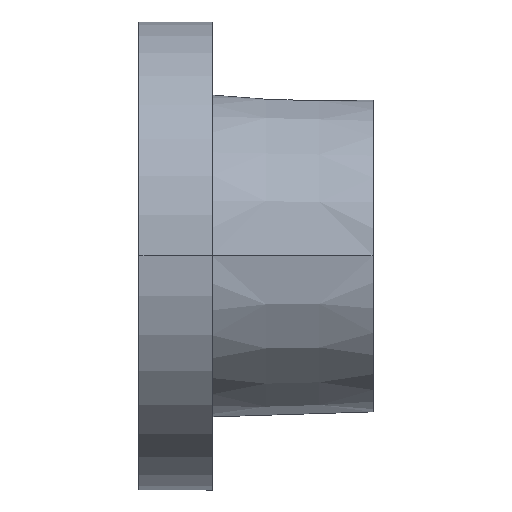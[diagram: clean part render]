
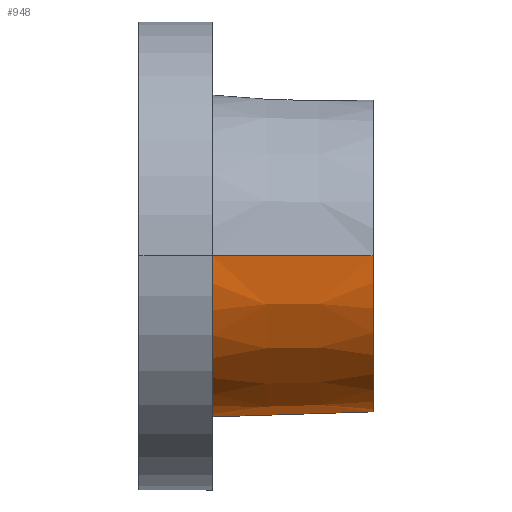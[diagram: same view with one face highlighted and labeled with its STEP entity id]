
A CAD part, top view. The second image highlights one B-rep face of the part: STEP entity #948.
In plain terms, the highlighted conical face has half-angle 1.79 degrees and reference radius 17.462 mm.
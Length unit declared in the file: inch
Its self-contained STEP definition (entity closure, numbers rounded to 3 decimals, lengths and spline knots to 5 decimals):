
#94 = EDGE_CURVE ( 'NONE', #795, #1002, #752, .T. ) ;
#271 = AXIS2_PLACEMENT_3D ( 'NONE', #404, #1000, #480 ) ;
#322 = ORIENTED_EDGE ( 'NONE', *, *, #744, .T. ) ;
#348 = AXIS2_PLACEMENT_3D ( 'NONE', #461, #457, #388 ) ;
#350 = CIRCLE ( 'NONE', #271, 0.66601 ) ;
#388 = DIRECTION ( 'NONE',  ( 0., 0., 1. ) ) ;
#403 = ORIENTED_EDGE ( 'NONE', *, *, #94, .F. ) ;
#404 = CARTESIAN_POINT ( 'NONE',  ( 0.6875, 0., 0. ) ) ;
#431 = FACE_OUTER_BOUND ( 'NONE', #954, .T. ) ;
#457 = DIRECTION ( 'NONE',  ( -1., 0., 0. ) ) ;
#458 = DIRECTION ( 'NONE',  ( -1., 0., 0.031 ) ) ;
#461 = CARTESIAN_POINT ( 'NONE',  ( 0., 0., 0. ) ) ;
#480 = DIRECTION ( 'NONE',  ( 0., 0., -1. ) ) ;
#515 = CARTESIAN_POINT ( 'NONE',  ( 0.6875, 0., 0.66601 ) ) ;
#549 = EDGE_CURVE ( 'NONE', #795, #966, #762, .T. ) ;
#570 = DIRECTION ( 'NONE',  ( -1., 0., 0. ) ) ;
#581 = VERTEX_POINT ( 'NONE', #515 ) ;
#597 = AXIS2_PLACEMENT_3D ( 'NONE', #913, #570, #833 ) ;
#653 = DIRECTION ( 'NONE',  ( 1., 0.031, -0.001 ) ) ;
#681 = VECTOR ( 'NONE', #458, 39.37008 ) ;
#739 = VECTOR ( 'NONE', #653, 39.37008 ) ;
#744 = EDGE_CURVE ( 'NONE', #581, #1002, #1030, .T. ) ;
#752 = CIRCLE ( 'NONE', #348, 0.6875 ) ;
#762 = LINE ( 'NONE', #991, #739 ) ;
#790 = CONICAL_SURFACE ( 'NONE', #597, 0.6875, 0.031 ) ;
#795 = VERTEX_POINT ( 'NONE', #984 ) ;
#833 = DIRECTION ( 'NONE',  ( 0., 0., 1. ) ) ;
#840 = CARTESIAN_POINT ( 'NONE',  ( 0., 0., 0.6875 ) ) ;
#865 = ORIENTED_EDGE ( 'NONE', *, *, #549, .T. ) ;
#913 = CARTESIAN_POINT ( 'NONE',  ( 0., 0., 0. ) ) ;
#920 = EDGE_CURVE ( 'NONE', #966, #581, #350, .T. ) ;
#922 = CARTESIAN_POINT ( 'NONE',  ( 0.6875, -0.66591, 0.01162 ) ) ;
#948 = ADVANCED_FACE ( 'NONE', ( #431 ), #790, .T. ) ;
#954 = EDGE_LOOP ( 'NONE', ( #1023, #322, #403, #865 ) ) ;
#966 = VERTEX_POINT ( 'NONE', #922 ) ;
#977 = CARTESIAN_POINT ( 'NONE',  ( 0., 0., 0.6875 ) ) ;
#984 = CARTESIAN_POINT ( 'NONE',  ( 0., -0.6874, 0.012 ) ) ;
#991 = CARTESIAN_POINT ( 'NONE',  ( 21.9989, 0., 0. ) ) ;
#1000 = DIRECTION ( 'NONE',  ( -1., 0., 0. ) ) ;
#1002 = VERTEX_POINT ( 'NONE', #840 ) ;
#1023 = ORIENTED_EDGE ( 'NONE', *, *, #920, .T. ) ;
#1030 = LINE ( 'NONE', #977, #681 ) ;
